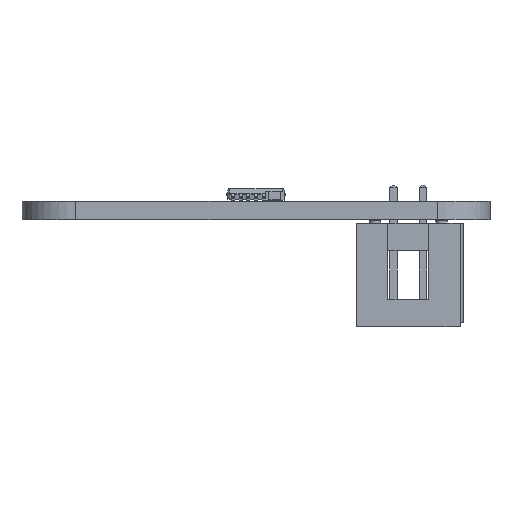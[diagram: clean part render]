
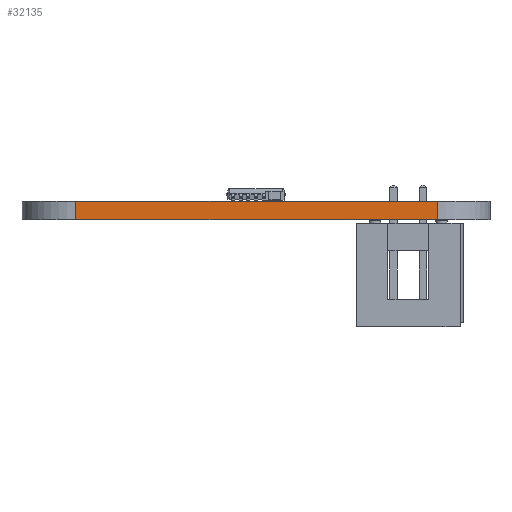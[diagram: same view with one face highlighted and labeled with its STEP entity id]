
A CAD part, front view. The second image highlights one B-rep face of the part: STEP entity #32135.
In plain terms, the highlighted planar face has unit normal (0, -1, 0).
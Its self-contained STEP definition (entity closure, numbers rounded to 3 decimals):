
#30623 = PLANE('',#30624);
#30624 = AXIS2_PLACEMENT_3D('',#30625,#30626,#30627);
#30625 = CARTESIAN_POINT('',(20.,20.,1.6));
#30626 = DIRECTION('',(-0.,-0.,-1.));
#30627 = DIRECTION('',(-1.,0.,0.));
#30651 = CYLINDRICAL_SURFACE('',#30652,4.5);
#30652 = AXIS2_PLACEMENT_3D('',#30653,#30654,#30655);
#30653 = CARTESIAN_POINT('',(35.5,4.5,0.));
#30654 = DIRECTION('',(-0.,-0.,-1.));
#30655 = DIRECTION('',(1.,0.,-0.));
#30677 = PLANE('',#30678);
#30678 = AXIS2_PLACEMENT_3D('',#30679,#30680,#30681);
#30679 = CARTESIAN_POINT('',(20.,20.,0.));
#30680 = DIRECTION('',(-0.,-0.,-1.));
#30681 = DIRECTION('',(-1.,0.,0.));
#30778 = EDGE_CURVE('',#30779,#30781,#30783,.T.);
#30779 = VERTEX_POINT('',#30780);
#30780 = CARTESIAN_POINT('',(35.5,0.,0.));
#30781 = VERTEX_POINT('',#30782);
#30782 = CARTESIAN_POINT('',(35.5,0.,1.6));
#30783 = SURFACE_CURVE('',#30784,(#30788,#30795),.PCURVE_S1.);
#30784 = LINE('',#30785,#30786);
#30785 = CARTESIAN_POINT('',(35.5,0.,0.));
#30786 = VECTOR('',#30787,1.);
#30787 = DIRECTION('',(0.,0.,1.));
#30788 = PCURVE('',#30651,#30789);
#30789 = DEFINITIONAL_REPRESENTATION('',(#30790),#30794);
#30790 = LINE('',#30791,#30792);
#30791 = CARTESIAN_POINT('',(-4.712,0.));
#30792 = VECTOR('',#30793,1.);
#30793 = DIRECTION('',(-0.,-1.));
#30794 = ( GEOMETRIC_REPRESENTATION_CONTEXT(2) 
PARAMETRIC_REPRESENTATION_CONTEXT() REPRESENTATION_CONTEXT('2D SPACE',''
  ) );
#30795 = PCURVE('',#30796,#30801);
#30796 = PLANE('',#30797);
#30797 = AXIS2_PLACEMENT_3D('',#30798,#30799,#30800);
#30798 = CARTESIAN_POINT('',(35.5,0.,0.));
#30799 = DIRECTION('',(0.,-1.,0.));
#30800 = DIRECTION('',(-1.,0.,0.));
#30801 = DEFINITIONAL_REPRESENTATION('',(#30802),#30806);
#30802 = LINE('',#30803,#30804);
#30803 = CARTESIAN_POINT('',(0.,0.));
#30804 = VECTOR('',#30805,1.);
#30805 = DIRECTION('',(0.,-1.));
#30806 = ( GEOMETRIC_REPRESENTATION_CONTEXT(2) 
PARAMETRIC_REPRESENTATION_CONTEXT() REPRESENTATION_CONTEXT('2D SPACE',''
  ) );
#30866 = EDGE_CURVE('',#30779,#30867,#30869,.T.);
#30867 = VERTEX_POINT('',#30868);
#30868 = CARTESIAN_POINT('',(4.598,0.001,0.));
#30869 = SURFACE_CURVE('',#30870,(#30874,#30881),.PCURVE_S1.);
#30870 = LINE('',#30871,#30872);
#30871 = CARTESIAN_POINT('',(35.5,0.,0.));
#30872 = VECTOR('',#30873,1.);
#30873 = DIRECTION('',(-1.,0.,0.));
#30874 = PCURVE('',#30677,#30875);
#30875 = DEFINITIONAL_REPRESENTATION('',(#30876),#30880);
#30876 = LINE('',#30877,#30878);
#30877 = CARTESIAN_POINT('',(-15.5,-20.));
#30878 = VECTOR('',#30879,1.);
#30879 = DIRECTION('',(1.,0.));
#30880 = ( GEOMETRIC_REPRESENTATION_CONTEXT(2) 
PARAMETRIC_REPRESENTATION_CONTEXT() REPRESENTATION_CONTEXT('2D SPACE',''
  ) );
#30881 = PCURVE('',#30796,#30882);
#30882 = DEFINITIONAL_REPRESENTATION('',(#30883),#30887);
#30883 = LINE('',#30884,#30885);
#30884 = CARTESIAN_POINT('',(0.,0.));
#30885 = VECTOR('',#30886,1.);
#30886 = DIRECTION('',(1.,0.));
#30887 = ( GEOMETRIC_REPRESENTATION_CONTEXT(2) 
PARAMETRIC_REPRESENTATION_CONTEXT() REPRESENTATION_CONTEXT('2D SPACE',''
  ) );
#30910 = CYLINDRICAL_SURFACE('',#30911,4.5);
#30911 = AXIS2_PLACEMENT_3D('',#30912,#30913,#30914);
#30912 = CARTESIAN_POINT('',(4.5,4.5,0.));
#30913 = DIRECTION('',(-0.,-0.,-1.));
#30914 = DIRECTION('',(1.,0.,-0.));
#31535 = EDGE_CURVE('',#30781,#31536,#31538,.T.);
#31536 = VERTEX_POINT('',#31537);
#31537 = CARTESIAN_POINT('',(4.598,0.001,1.6));
#31538 = SURFACE_CURVE('',#31539,(#31543,#31550),.PCURVE_S1.);
#31539 = LINE('',#31540,#31541);
#31540 = CARTESIAN_POINT('',(35.5,0.,1.6));
#31541 = VECTOR('',#31542,1.);
#31542 = DIRECTION('',(-1.,0.,0.));
#31543 = PCURVE('',#30623,#31544);
#31544 = DEFINITIONAL_REPRESENTATION('',(#31545),#31549);
#31545 = LINE('',#31546,#31547);
#31546 = CARTESIAN_POINT('',(-15.5,-20.));
#31547 = VECTOR('',#31548,1.);
#31548 = DIRECTION('',(1.,0.));
#31549 = ( GEOMETRIC_REPRESENTATION_CONTEXT(2) 
PARAMETRIC_REPRESENTATION_CONTEXT() REPRESENTATION_CONTEXT('2D SPACE',''
  ) );
#31550 = PCURVE('',#30796,#31551);
#31551 = DEFINITIONAL_REPRESENTATION('',(#31552),#31556);
#31552 = LINE('',#31553,#31554);
#31553 = CARTESIAN_POINT('',(0.,-1.6));
#31554 = VECTOR('',#31555,1.);
#31555 = DIRECTION('',(1.,0.));
#31556 = ( GEOMETRIC_REPRESENTATION_CONTEXT(2) 
PARAMETRIC_REPRESENTATION_CONTEXT() REPRESENTATION_CONTEXT('2D SPACE',''
  ) );
#32135 = ADVANCED_FACE('',(#32136),#30796,.T.);
#32136 = FACE_BOUND('',#32137,.T.);
#32137 = EDGE_LOOP('',(#32138,#32139,#32140,#32161));
#32138 = ORIENTED_EDGE('',*,*,#30778,.T.);
#32139 = ORIENTED_EDGE('',*,*,#31535,.T.);
#32140 = ORIENTED_EDGE('',*,*,#32141,.F.);
#32141 = EDGE_CURVE('',#30867,#31536,#32142,.T.);
#32142 = SURFACE_CURVE('',#32143,(#32147,#32154),.PCURVE_S1.);
#32143 = LINE('',#32144,#32145);
#32144 = CARTESIAN_POINT('',(4.598,0.001,0.));
#32145 = VECTOR('',#32146,1.);
#32146 = DIRECTION('',(0.,0.,1.));
#32147 = PCURVE('',#30796,#32148);
#32148 = DEFINITIONAL_REPRESENTATION('',(#32149),#32153);
#32149 = LINE('',#32150,#32151);
#32150 = CARTESIAN_POINT('',(30.902,0.));
#32151 = VECTOR('',#32152,1.);
#32152 = DIRECTION('',(0.,-1.));
#32153 = ( GEOMETRIC_REPRESENTATION_CONTEXT(2) 
PARAMETRIC_REPRESENTATION_CONTEXT() REPRESENTATION_CONTEXT('2D SPACE',''
  ) );
#32154 = PCURVE('',#30910,#32155);
#32155 = DEFINITIONAL_REPRESENTATION('',(#32156),#32160);
#32156 = LINE('',#32157,#32158);
#32157 = CARTESIAN_POINT('',(-4.734,0.));
#32158 = VECTOR('',#32159,1.);
#32159 = DIRECTION('',(-0.,-1.));
#32160 = ( GEOMETRIC_REPRESENTATION_CONTEXT(2) 
PARAMETRIC_REPRESENTATION_CONTEXT() REPRESENTATION_CONTEXT('2D SPACE',''
  ) );
#32161 = ORIENTED_EDGE('',*,*,#30866,.F.);
